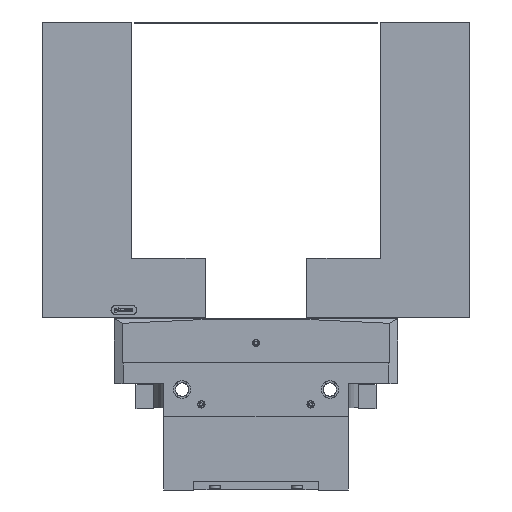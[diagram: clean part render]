
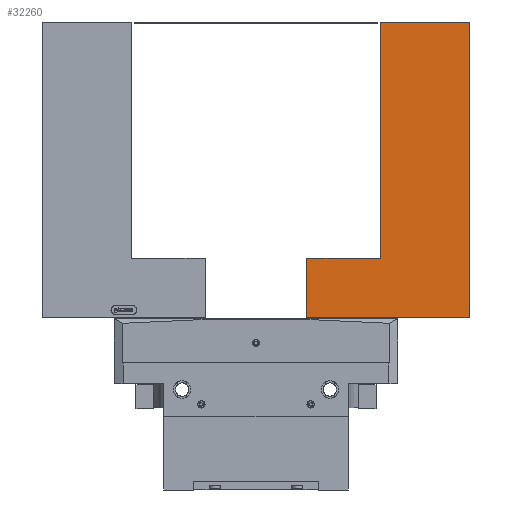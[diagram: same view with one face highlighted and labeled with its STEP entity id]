
A CAD part, front view. The second image highlights one B-rep face of the part: STEP entity #32260.
In plain terms, the highlighted planar face has unit normal (0, -1, 0).
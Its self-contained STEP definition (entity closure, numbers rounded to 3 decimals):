
#7520=ORIENTED_EDGE('',*,*,#11092,.F.);
#7521=ORIENTED_EDGE('',*,*,#11093,.F.);
#7522=ORIENTED_EDGE('',*,*,#11094,.F.);
#7523=ORIENTED_EDGE('',*,*,#11089,.T.);
#7524=ORIENTED_EDGE('',*,*,#11095,.T.);
#7525=ORIENTED_EDGE('',*,*,#11096,.F.);
#11089=EDGE_CURVE('',#13450,#13452,#15652,.T.);
#11092=EDGE_CURVE('',#13455,#13456,#15653,.T.);
#11093=EDGE_CURVE('',#13457,#13455,#15654,.T.);
#11094=EDGE_CURVE('',#13450,#13457,#15655,.T.);
#11095=EDGE_CURVE('',#13452,#13458,#15656,.T.);
#11096=EDGE_CURVE('',#13456,#13458,#15657,.T.);
#13450=VERTEX_POINT('',#47917);
#13452=VERTEX_POINT('',#47921);
#13455=VERTEX_POINT('',#47930);
#13456=VERTEX_POINT('',#47931);
#13457=VERTEX_POINT('',#47933);
#13458=VERTEX_POINT('',#47936);
#15652=LINE('',#47922,#17895);
#15653=LINE('',#47929,#17896);
#15654=LINE('',#47932,#17897);
#15655=LINE('',#47934,#17898);
#15656=LINE('',#47935,#17899);
#15657=LINE('',#47937,#17900);
#17895=VECTOR('',#40931,1000.);
#17896=VECTOR('',#40940,1000.);
#17897=VECTOR('',#40941,1000.);
#17898=VECTOR('',#40942,1000.);
#17899=VECTOR('',#40943,1000.);
#17900=VECTOR('',#40944,1000.);
#19604=EDGE_LOOP('',(#7520,#7521,#7522,#7523,#7524,#7525));
#21235=FACE_BOUND('',#19604,.T.);
#22058=PLANE('',#34551);
#32260=ADVANCED_FACE('',(#21235),#22058,.F.);
#34551=AXIS2_PLACEMENT_3D('',#47928,#40938,#40939);
#40931=DIRECTION('',(0.,0.,-1.));
#40938=DIRECTION('',(0.,1.,0.));
#40939=DIRECTION('',(0.,0.,1.));
#40940=DIRECTION('',(1.,0.,0.));
#40941=DIRECTION('',(0.,0.,1.));
#40942=DIRECTION('',(1.,0.,0.));
#40943=DIRECTION('',(1.,0.,0.));
#40944=DIRECTION('',(0.,0.,-1.));
#47917=CARTESIAN_POINT('',(-12.,-22.5,40.));
#47921=CARTESIAN_POINT('',(-12.,-22.5,0.));
#47922=CARTESIAN_POINT('',(-12.,-22.5,200.));
#47928=CARTESIAN_POINT('',(-12.,-22.5,200.));
#47929=CARTESIAN_POINT('',(-12.,-22.5,200.));
#47930=CARTESIAN_POINT('',(37.5,-22.5,200.));
#47931=CARTESIAN_POINT('',(98.,-22.5,200.));
#47932=CARTESIAN_POINT('',(37.5,-22.5,40.));
#47933=CARTESIAN_POINT('',(37.5,-22.5,40.));
#47934=CARTESIAN_POINT('',(-12.,-22.5,40.));
#47935=CARTESIAN_POINT('',(-12.,-22.5,0.));
#47936=CARTESIAN_POINT('',(98.,-22.5,0.));
#47937=CARTESIAN_POINT('',(98.,-22.5,200.));
